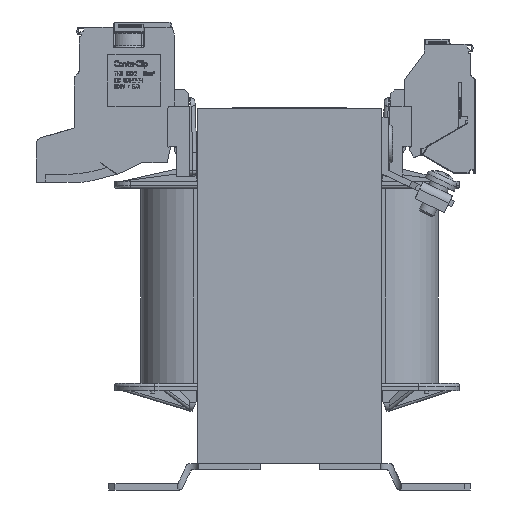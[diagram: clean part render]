
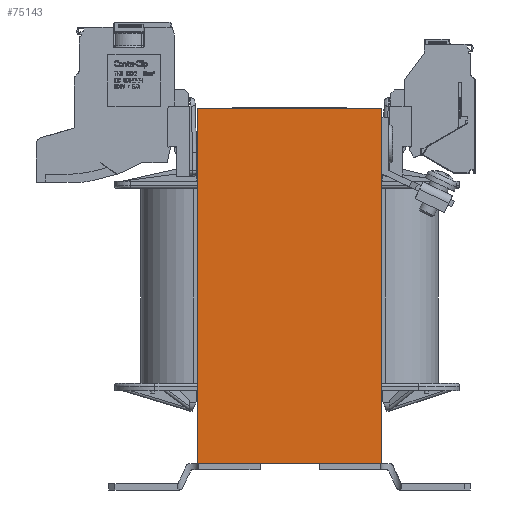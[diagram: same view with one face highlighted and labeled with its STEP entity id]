
A CAD part, left-side view. The second image highlights one B-rep face of the part: STEP entity #75143.
In plain terms, the highlighted planar face has unit normal (-1, 0, 0).
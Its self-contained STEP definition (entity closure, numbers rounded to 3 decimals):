
#1168=PLANE('',#79579);
#4441=FACE_OUTER_BOUND('',#8517,.T.);
#8517=EDGE_LOOP('',(#52307,#52308,#52309,#52310));
#12772=LINE('',#105347,#22512);
#12774=LINE('',#105352,#22514);
#12775=LINE('',#105353,#22515);
#12776=LINE('',#105354,#22516);
#22512=VECTOR('',#85031,10.);
#22514=VECTOR('',#85035,10.);
#22515=VECTOR('',#85036,10.);
#22516=VECTOR('',#85037,10.);
#33353=VERTEX_POINT('',#105344);
#33354=VERTEX_POINT('',#105346);
#33355=VERTEX_POINT('',#105350);
#33356=VERTEX_POINT('',#105351);
#40792=EDGE_CURVE('',#33354,#33353,#12772,.T.);
#40794=EDGE_CURVE('',#33355,#33356,#12774,.T.);
#40795=EDGE_CURVE('',#33356,#33354,#12775,.T.);
#40796=EDGE_CURVE('',#33355,#33353,#12776,.T.);
#52307=ORIENTED_EDGE('',*,*,#40794,.T.);
#52308=ORIENTED_EDGE('',*,*,#40795,.T.);
#52309=ORIENTED_EDGE('',*,*,#40792,.T.);
#52310=ORIENTED_EDGE('',*,*,#40796,.F.);
#75143=ADVANCED_FACE('',(#4441),#1168,.T.);
#79579=AXIS2_PLACEMENT_3D('',#105349,#85033,#85034);
#85031=DIRECTION('',(0.,0.,1.));
#85033=DIRECTION('center_axis',(-1.,0.,0.));
#85034=DIRECTION('ref_axis',(0.,0.,1.));
#85035=DIRECTION('',(0.,0.,-1.));
#85036=DIRECTION('',(0.,-1.,0.));
#85037=DIRECTION('',(0.,-1.,0.));
#105344=CARTESIAN_POINT('',(-52.5,-22.75,43.75));
#105346=CARTESIAN_POINT('',(-52.5,-22.75,-43.75));
#105347=CARTESIAN_POINT('',(-52.5,-22.75,43.75));
#105349=CARTESIAN_POINT('Origin',(-52.5,0.,43.75));
#105350=CARTESIAN_POINT('',(-52.5,22.75,43.75));
#105351=CARTESIAN_POINT('',(-52.5,22.75,-43.75));
#105352=CARTESIAN_POINT('',(-52.5,22.75,43.75));
#105353=CARTESIAN_POINT('',(-52.5,0.,-43.75));
#105354=CARTESIAN_POINT('',(-52.5,0.,43.75));
